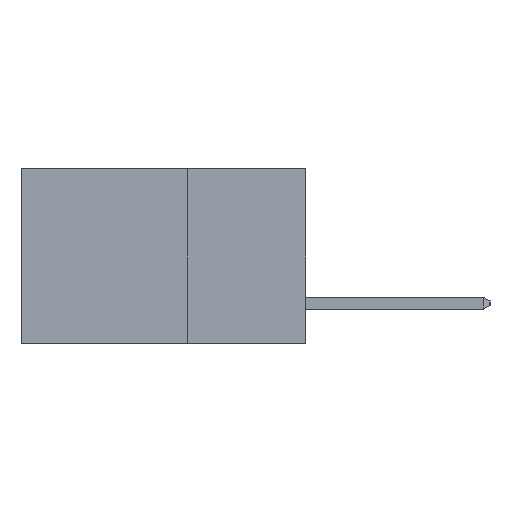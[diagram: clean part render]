
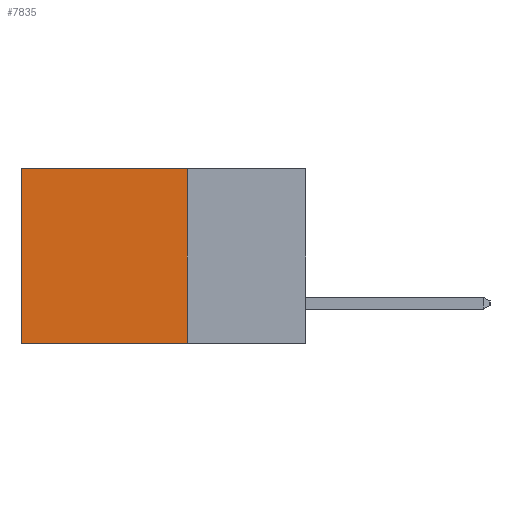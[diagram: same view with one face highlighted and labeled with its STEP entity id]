
A CAD part, left-side view. The second image highlights one B-rep face of the part: STEP entity #7835.
In plain terms, the highlighted planar face has unit normal (-1, 0, 0).
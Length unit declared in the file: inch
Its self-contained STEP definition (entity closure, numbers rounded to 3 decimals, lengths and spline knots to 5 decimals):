
#926 = DIRECTION ( 'NONE',  ( 0., 0., -1. ) ) ;
#1338 = PLANE ( 'NONE',  #11210 ) ;
#1436 = LINE ( 'NONE', #6547, #8258 ) ;
#1738 = LINE ( 'NONE', #9215, #8794 ) ;
#1863 = VERTEX_POINT ( 'NONE', #5411 ) ;
#2143 = EDGE_CURVE ( 'NONE', #9397, #1863, #11131, .T. ) ;
#2297 = CARTESIAN_POINT ( 'NONE',  ( 0.2615, 0.25, 0. ) ) ;
#2330 = CARTESIAN_POINT ( 'NONE',  ( 0.2615, 0.25, -0.37 ) ) ;
#2433 = CARTESIAN_POINT ( 'NONE',  ( 0.2615, 0.25, -0.37 ) ) ;
#2473 = DIRECTION ( 'NONE',  ( 0., 0., -1. ) ) ;
#3045 = CARTESIAN_POINT ( 'NONE',  ( 0.2615, 0.25, -0.37 ) ) ;
#3081 = FACE_OUTER_BOUND ( 'NONE', #5538, .T. ) ;
#3272 = DIRECTION ( 'NONE',  ( 0., 0., -1. ) ) ;
#3301 = EDGE_CURVE ( 'NONE', #5907, #1863, #1436, .T. ) ;
#3966 = DIRECTION ( 'NONE',  ( 0., 1., 0. ) ) ;
#4009 = ORIENTED_EDGE ( 'NONE', *, *, #3301, .T. ) ;
#4316 = ORIENTED_EDGE ( 'NONE', *, *, #7410, .F. ) ;
#5411 = CARTESIAN_POINT ( 'NONE',  ( 0.2615, 0.6, -0.37 ) ) ;
#5538 = EDGE_LOOP ( 'NONE', ( #4009, #11165, #4316, #6754 ) ) ;
#5907 = VERTEX_POINT ( 'NONE', #6787 ) ;
#6547 = CARTESIAN_POINT ( 'NONE',  ( 0.2615, 0.6, -0.37 ) ) ;
#6754 = ORIENTED_EDGE ( 'NONE', *, *, #8778, .T. ) ;
#6787 = CARTESIAN_POINT ( 'NONE',  ( 0.2615, 0.6, 0. ) ) ;
#6987 = VECTOR ( 'NONE', #2473, 39.37008 ) ;
#7410 = EDGE_CURVE ( 'NONE', #9099, #9397, #11652, .T. ) ;
#7835 = ADVANCED_FACE ( 'NONE', ( #3081 ), #1338, .F. ) ;
#8258 = VECTOR ( 'NONE', #926, 39.37008 ) ;
#8748 = DIRECTION ( 'NONE',  ( 1., 0., 0. ) ) ;
#8778 = EDGE_CURVE ( 'NONE', #9099, #5907, #1738, .T. ) ;
#8794 = VECTOR ( 'NONE', #10078, 39.37008 ) ;
#9099 = VERTEX_POINT ( 'NONE', #2297 ) ;
#9215 = CARTESIAN_POINT ( 'NONE',  ( 0.2615, 0.25, 0. ) ) ;
#9397 = VERTEX_POINT ( 'NONE', #10026 ) ;
#10026 = CARTESIAN_POINT ( 'NONE',  ( 0.2615, 0.25, -0.37 ) ) ;
#10078 = DIRECTION ( 'NONE',  ( 0., 1., 0. ) ) ;
#10861 = VECTOR ( 'NONE', #3966, 39.37008 ) ;
#11131 = LINE ( 'NONE', #3045, #10861 ) ;
#11165 = ORIENTED_EDGE ( 'NONE', *, *, #2143, .F. ) ;
#11210 = AXIS2_PLACEMENT_3D ( 'NONE', #2330, #8748, #3272 ) ;
#11652 = LINE ( 'NONE', #2433, #6987 ) ;
